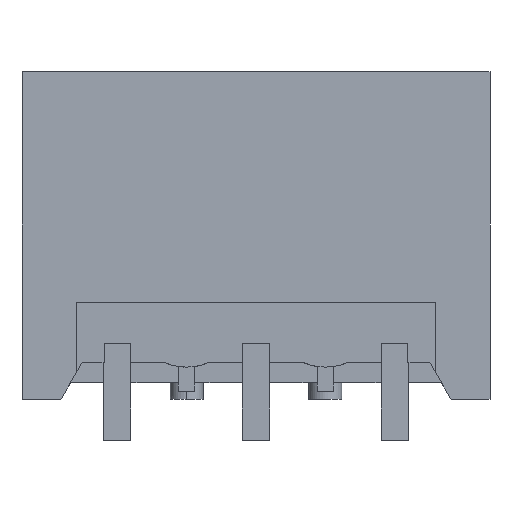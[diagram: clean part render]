
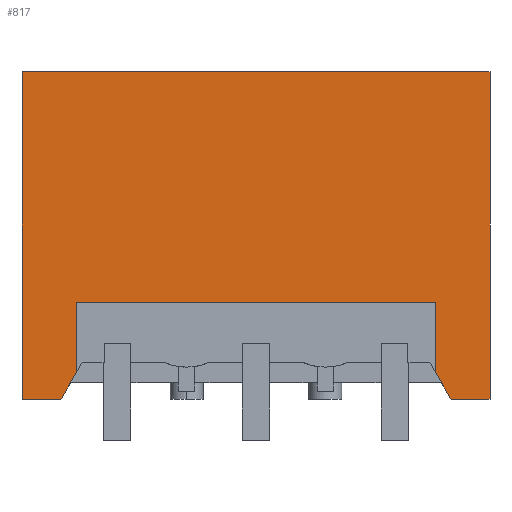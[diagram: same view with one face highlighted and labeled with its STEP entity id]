
A CAD part, front view. The second image highlights one B-rep face of the part: STEP entity #817.
In plain terms, the highlighted planar face has unit normal (0, -1, 0).
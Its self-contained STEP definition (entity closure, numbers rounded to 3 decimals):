
#741=AXIS2_PLACEMENT_3D('Plane Axis2P3D',#738,#739,#740) ;
#43=CARTESIAN_POINT('Vertex',(0.,0.,1.5)) ;
#46=CARTESIAN_POINT('Line Origine',(0.,0.,7.5)) ;
#50=CARTESIAN_POINT('Vertex',(0.,0.,13.5)) ;
#389=CARTESIAN_POINT('Line Origine',(8.57,0.,13.5)) ;
#393=CARTESIAN_POINT('Vertex',(17.14,0.,13.5)) ;
#738=CARTESIAN_POINT('Axis2P3D Location',(-4.03,0.,1.5)) ;
#743=CARTESIAN_POINT('Line Origine',(0.712,0.,1.5)) ;
#747=CARTESIAN_POINT('Vertex',(1.423,0.,1.5)) ;
#750=CARTESIAN_POINT('Line Origine',(1.707,0.,1.991)) ;
#754=CARTESIAN_POINT('Vertex',(1.99,0.,2.481)) ;
#757=CARTESIAN_POINT('Line Origine',(1.99,0.,3.766)) ;
#761=CARTESIAN_POINT('Vertex',(1.99,0.,5.05)) ;
#764=CARTESIAN_POINT('Line Origine',(8.57,0.,5.05)) ;
#768=CARTESIAN_POINT('Vertex',(15.15,0.,5.05)) ;
#771=CARTESIAN_POINT('Line Origine',(15.15,0.,3.766)) ;
#775=CARTESIAN_POINT('Vertex',(15.15,0.,2.481)) ;
#778=CARTESIAN_POINT('Line Origine',(15.433,0.,1.991)) ;
#782=CARTESIAN_POINT('Vertex',(15.717,0.,1.5)) ;
#785=CARTESIAN_POINT('Line Origine',(15.903,0.,1.5)) ;
#789=CARTESIAN_POINT('Vertex',(16.09,0.,1.5)) ;
#792=CARTESIAN_POINT('Line Origine',(16.615,0.,1.5)) ;
#796=CARTESIAN_POINT('Vertex',(17.14,0.,1.5)) ;
#799=CARTESIAN_POINT('Line Origine',(17.14,0.,7.5)) ;
#47=DIRECTION('Vector Direction',(0.,0.,-1.)) ;
#390=DIRECTION('Vector Direction',(-1.,0.,0.)) ;
#739=DIRECTION('Axis2P3D Direction',(0.,1.,0.)) ;
#740=DIRECTION('Axis2P3D XDirection',(0.,0.,-1.)) ;
#744=DIRECTION('Vector Direction',(1.,0.,0.)) ;
#751=DIRECTION('Vector Direction',(-0.5,0.,-0.866)) ;
#758=DIRECTION('Vector Direction',(0.,0.,-1.)) ;
#765=DIRECTION('Vector Direction',(-1.,0.,0.)) ;
#772=DIRECTION('Vector Direction',(0.,0.,1.)) ;
#779=DIRECTION('Vector Direction',(-0.5,0.,0.866)) ;
#786=DIRECTION('Vector Direction',(1.,0.,0.)) ;
#793=DIRECTION('Vector Direction',(-1.,0.,0.)) ;
#800=DIRECTION('Vector Direction',(0.,0.,-1.)) ;
#48=VECTOR('Line Direction',#47,1.) ;
#391=VECTOR('Line Direction',#390,1.) ;
#745=VECTOR('Line Direction',#744,1.) ;
#752=VECTOR('Line Direction',#751,1.) ;
#759=VECTOR('Line Direction',#758,1.) ;
#766=VECTOR('Line Direction',#765,1.) ;
#773=VECTOR('Line Direction',#772,1.) ;
#780=VECTOR('Line Direction',#779,1.) ;
#787=VECTOR('Line Direction',#786,1.) ;
#794=VECTOR('Line Direction',#793,1.) ;
#801=VECTOR('Line Direction',#800,1.) ;
#805=ORIENTED_EDGE('',*,*,#395,.T.) ;
#806=ORIENTED_EDGE('',*,*,#52,.F.) ;
#807=ORIENTED_EDGE('',*,*,#749,.T.) ;
#808=ORIENTED_EDGE('',*,*,#756,.F.) ;
#809=ORIENTED_EDGE('',*,*,#763,.F.) ;
#810=ORIENTED_EDGE('',*,*,#770,.F.) ;
#811=ORIENTED_EDGE('',*,*,#777,.F.) ;
#812=ORIENTED_EDGE('',*,*,#784,.F.) ;
#813=ORIENTED_EDGE('',*,*,#791,.T.) ;
#814=ORIENTED_EDGE('',*,*,#798,.F.) ;
#815=ORIENTED_EDGE('',*,*,#803,.F.) ;
#817=ADVANCED_FACE('Body',(#816),#742,.F.) ;
#52=EDGE_CURVE('',#44,#51,#49,.F.) ;
#395=EDGE_CURVE('',#394,#51,#392,.T.) ;
#749=EDGE_CURVE('',#44,#748,#746,.T.) ;
#756=EDGE_CURVE('',#755,#748,#753,.T.) ;
#763=EDGE_CURVE('',#762,#755,#760,.T.) ;
#770=EDGE_CURVE('',#769,#762,#767,.T.) ;
#777=EDGE_CURVE('',#776,#769,#774,.T.) ;
#784=EDGE_CURVE('',#783,#776,#781,.T.) ;
#791=EDGE_CURVE('',#783,#790,#788,.T.) ;
#798=EDGE_CURVE('',#797,#790,#795,.T.) ;
#803=EDGE_CURVE('',#394,#797,#802,.T.) ;
#804=EDGE_LOOP('',(#805,#806,#807,#808,#809,#810,#811,#812,#813,#814,#815)) ;
#816=FACE_OUTER_BOUND('',#804,.T.) ;
#49=LINE('Line',#46,#48) ;
#392=LINE('Line',#389,#391) ;
#746=LINE('Line',#743,#745) ;
#753=LINE('Line',#750,#752) ;
#760=LINE('Line',#757,#759) ;
#767=LINE('Line',#764,#766) ;
#774=LINE('Line',#771,#773) ;
#781=LINE('Line',#778,#780) ;
#788=LINE('Line',#785,#787) ;
#795=LINE('Line',#792,#794) ;
#802=LINE('Line',#799,#801) ;
#742=PLANE('',#741) ;
#44=VERTEX_POINT('',#43) ;
#51=VERTEX_POINT('',#50) ;
#394=VERTEX_POINT('',#393) ;
#748=VERTEX_POINT('',#747) ;
#755=VERTEX_POINT('',#754) ;
#762=VERTEX_POINT('',#761) ;
#769=VERTEX_POINT('',#768) ;
#776=VERTEX_POINT('',#775) ;
#783=VERTEX_POINT('',#782) ;
#790=VERTEX_POINT('',#789) ;
#797=VERTEX_POINT('',#796) ;
